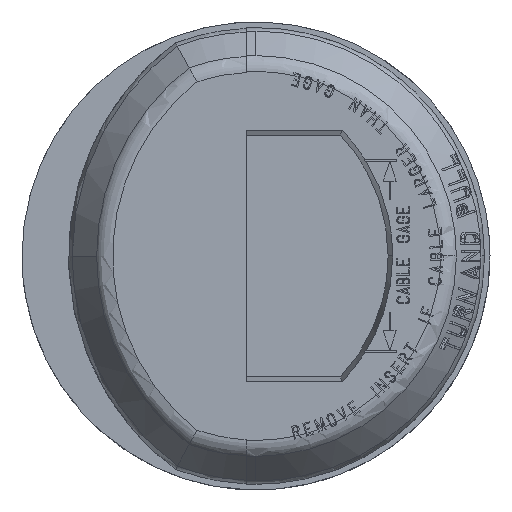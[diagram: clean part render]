
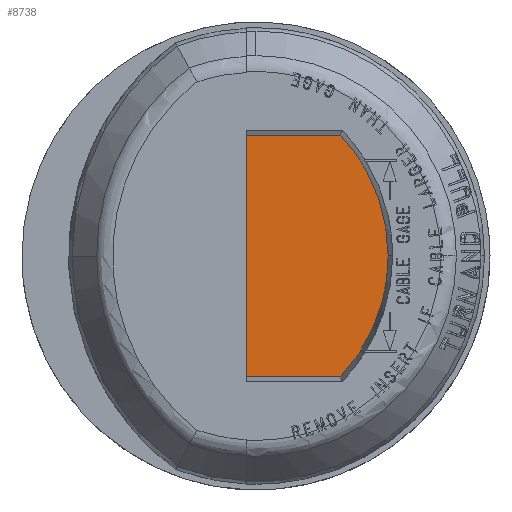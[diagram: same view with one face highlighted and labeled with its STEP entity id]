
A CAD part, left-side view. The second image highlights one B-rep face of the part: STEP entity #8738.
In plain terms, the highlighted planar face has unit normal (-1, 0, 0).
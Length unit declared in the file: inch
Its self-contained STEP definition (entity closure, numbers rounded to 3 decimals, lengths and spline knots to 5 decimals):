
#236 = CARTESIAN_POINT ( 'NONE',  ( -2.344, 0.047, 0.575 ) ) ;
#673 = DIRECTION ( 'NONE',  ( -1., 0., 0. ) ) ;
#2350 = CARTESIAN_POINT ( 'NONE',  ( -2.344, 0.047, 0.19167 ) ) ;
#2411 = CARTESIAN_POINT ( 'NONE',  ( -2.344, -0.628, -0.05289 ) ) ;
#2773 = CARTESIAN_POINT ( 'NONE',  ( -2.344, -0.40146, -0.575 ) ) ;
#5481 = CARTESIAN_POINT ( 'NONE',  ( -2.344, 0.437, 0.02432 ) ) ;
#7088 = CARTESIAN_POINT ( 'NONE',  ( -2.344, -0.10249, -0.575 ) ) ;
#8738 = ADVANCED_FACE ( 'NONE', ( #25419 ), #47839, .T. ) ;
#8780 = CARTESIAN_POINT ( 'NONE',  ( -2.344, -0.40146, 0.575 ) ) ;
#9568 = EDGE_CURVE ( 'NONE', #43609, #47999, #10684, .T. ) ;
#10444 = VERTEX_POINT ( 'NONE', #27909 ) ;
#10684 = B_SPLINE_CURVE_WITH_KNOTS ( 'NONE', 3,
 ( #36787, #41856, #24297, #54083, #15226, #32545, #37054, #24029, #2411, #19771 ),
 .UNSPECIFIED., .F., .F.,
 ( 4, 2, 2, 2, 4 ),
 ( 0., 0.25, 0.5, 0.75, 1. ),
 .UNSPECIFIED. ) ;
#11257 = ORIENTED_EDGE ( 'NONE', *, *, #9568, .T. ) ;
#11353 = CARTESIAN_POINT ( 'NONE',  ( -2.344, -0.62306, 0.10532 ) ) ;
#11624 = CARTESIAN_POINT ( 'NONE',  ( -2.344, -0.40146, 0.575 ) ) ;
#12484 = CARTESIAN_POINT ( 'NONE',  ( -2.344, -0.628, 0.05288 ) ) ;
#15226 = CARTESIAN_POINT ( 'NONE',  ( -2.344, -0.54994, -0.3582 ) ) ;
#16625 = CARTESIAN_POINT ( 'NONE',  ( -2.344, -0.40146, 0.575 ) ) ;
#17953 = ORIENTED_EDGE ( 'NONE', *, *, #46123, .T. ) ;
#18235 = VERTEX_POINT ( 'NONE', #18344 ) ;
#18344 = CARTESIAN_POINT ( 'NONE',  ( -2.344, 0.047, -0.575 ) ) ;
#18545 = ORIENTED_EDGE ( 'NONE', *, *, #29156, .T. ) ;
#19104 = ORIENTED_EDGE ( 'NONE', *, *, #49277, .T. ) ;
#19771 = CARTESIAN_POINT ( 'NONE',  ( -2.344, -0.628, 0. ) ) ;
#20480 = ORIENTED_EDGE ( 'NONE', *, *, #33162, .F. ) ;
#23056 = B_SPLINE_CURVE_WITH_KNOTS ( 'NONE', 3,
 ( #55316, #7088, #28418, #45738 ),
 .UNSPECIFIED., .F., .F.,
 ( 4, 4 ),
 ( 0., 1. ),
 .UNSPECIFIED. ) ;
#24029 = CARTESIAN_POINT ( 'NONE',  ( -2.344, -0.62307, -0.10531 ) ) ;
#24297 = CARTESIAN_POINT ( 'NONE',  ( -2.344, -0.46969, -0.49461 ) ) ;
#24515 = CARTESIAN_POINT ( 'NONE',  ( -2.344, 0.047, 0.575 ) ) ;
#25419 = FACE_OUTER_BOUND ( 'NONE', #37273, .T. ) ;
#26392 = CARTESIAN_POINT ( 'NONE',  ( -2.344, -0.628, 0. ) ) ;
#26815 = DIRECTION ( 'NONE',  ( 0., 0., 1. ) ) ;
#27909 = CARTESIAN_POINT ( 'NONE',  ( -2.344, 0.047, 0.575 ) ) ;
#28418 = CARTESIAN_POINT ( 'NONE',  ( -2.344, -0.25197, -0.575 ) ) ;
#28699 = CARTESIAN_POINT ( 'NONE',  ( -2.344, -0.46969, 0.49462 ) ) ;
#29156 = EDGE_CURVE ( 'NONE', #40855, #10444, #29212, .T. ) ;
#29212 = B_SPLINE_CURVE_WITH_KNOTS ( 'NONE', 3,
 ( #8780, #34061, #52210, #236 ),
 .UNSPECIFIED., .F., .F.,
 ( 4, 4 ),
 ( 0., 1. ),
 .UNSPECIFIED. ) ;
#29543 = CARTESIAN_POINT ( 'NONE',  ( -2.344, -0.52613, 0.40518 ) ) ;
#32545 = CARTESIAN_POINT ( 'NONE',  ( -2.344, -0.5887, -0.25982 ) ) ;
#32945 = CARTESIAN_POINT ( 'NONE',  ( -2.344, -0.628, 0. ) ) ;
#33162 = EDGE_CURVE ( 'NONE', #18235, #10444, #47989, .T. ) ;
#34061 = CARTESIAN_POINT ( 'NONE',  ( -2.344, -0.25197, 0.575 ) ) ;
#34070 = CARTESIAN_POINT ( 'NONE',  ( -2.344, -0.60334, 0.20921 ) ) ;
#36787 = CARTESIAN_POINT ( 'NONE',  ( -2.344, -0.40146, -0.575 ) ) ;
#37054 = CARTESIAN_POINT ( 'NONE',  ( -2.344, -0.60333, -0.20922 ) ) ;
#37273 = EDGE_LOOP ( 'NONE', ( #18545, #20480, #19104, #11257, #17953 ) ) ;
#38293 = CARTESIAN_POINT ( 'NONE',  ( -2.344, -0.5887, 0.25982 ) ) ;
#39604 = B_SPLINE_CURVE_WITH_KNOTS ( 'NONE', 3,
 ( #32945, #12484, #11353, #34070, #38293, #47140, #29543, #28699, #50531, #11624 ),
 .UNSPECIFIED., .F., .F.,
 ( 4, 2, 2, 2, 4 ),
 ( 0., 0.25, 0.5, 0.75, 1. ),
 .UNSPECIFIED. ) ;
#40855 = VERTEX_POINT ( 'NONE', #16625 ) ;
#40958 = AXIS2_PLACEMENT_3D ( 'NONE', #5481, #673, #26815 ) ;
#41856 = CARTESIAN_POINT ( 'NONE',  ( -2.344, -0.43753, -0.53633 ) ) ;
#43609 = VERTEX_POINT ( 'NONE', #2773 ) ;
#45738 = CARTESIAN_POINT ( 'NONE',  ( -2.344, -0.40146, -0.575 ) ) ;
#46123 = EDGE_CURVE ( 'NONE', #47999, #40855, #39604, .T. ) ;
#47140 = CARTESIAN_POINT ( 'NONE',  ( -2.344, -0.54994, 0.3582 ) ) ;
#47839 = PLANE ( 'NONE',  #40958 ) ;
#47989 = B_SPLINE_CURVE_WITH_KNOTS ( 'NONE', 3,
 ( #54293, #54567, #2350, #24515 ),
 .UNSPECIFIED., .F., .F.,
 ( 4, 4 ),
 ( 0., 1. ),
 .UNSPECIFIED. ) ;
#47999 = VERTEX_POINT ( 'NONE', #26392 ) ;
#49277 = EDGE_CURVE ( 'NONE', #18235, #43609, #23056, .T. ) ;
#50531 = CARTESIAN_POINT ( 'NONE',  ( -2.344, -0.43754, 0.53632 ) ) ;
#52210 = CARTESIAN_POINT ( 'NONE',  ( -2.344, -0.10249, 0.575 ) ) ;
#54083 = CARTESIAN_POINT ( 'NONE',  ( -2.344, -0.52613, -0.40519 ) ) ;
#54293 = CARTESIAN_POINT ( 'NONE',  ( -2.344, 0.047, -0.575 ) ) ;
#54567 = CARTESIAN_POINT ( 'NONE',  ( -2.344, 0.047, -0.19167 ) ) ;
#55316 = CARTESIAN_POINT ( 'NONE',  ( -2.344, 0.047, -0.575 ) ) ;
